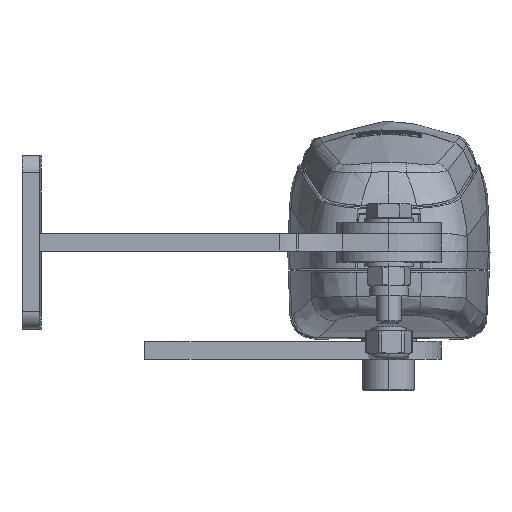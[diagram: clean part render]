
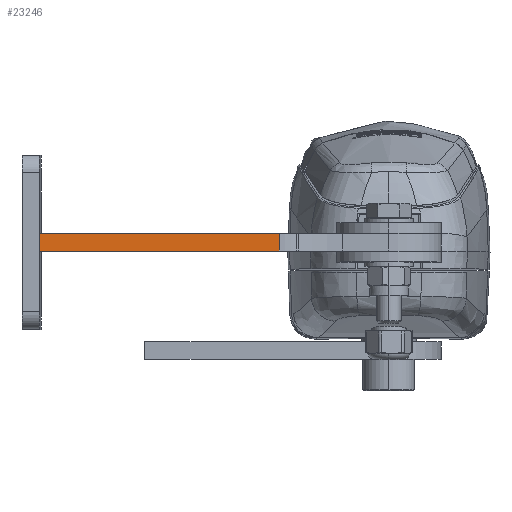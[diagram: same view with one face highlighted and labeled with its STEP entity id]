
A CAD part, top view. The second image highlights one B-rep face of the part: STEP entity #23246.
In plain terms, the highlighted planar face has unit normal (-0.007, 0, 1).
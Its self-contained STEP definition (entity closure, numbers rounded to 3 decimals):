
#4084 = CARTESIAN_POINT ( 'NONE',  ( -200.267, 5., 368.643 ) ) ;
#4659 = DIRECTION ( 'NONE',  ( 1., 0., 0.007 ) ) ;
#8127 = LINE ( 'NONE', #50559, #53033 ) ;
#11413 = VERTEX_POINT ( 'NONE', #12686 ) ;
#11513 = FACE_OUTER_BOUND ( 'NONE', #52140, .T. ) ;
#12686 = CARTESIAN_POINT ( 'NONE',  ( -200.267, -5., 368.643 ) ) ;
#14072 = ORIENTED_EDGE ( 'NONE', *, *, #53910, .F. ) ;
#14423 = CARTESIAN_POINT ( 'NONE',  ( -62.949, 5., 369.574 ) ) ;
#14966 = VERTEX_POINT ( 'NONE', #14423 ) ;
#17865 = VERTEX_POINT ( 'NONE', #26497 ) ;
#21964 = CARTESIAN_POINT ( 'NONE',  ( -57.59, -5., 369.61 ) ) ;
#22241 = AXIS2_PLACEMENT_3D ( 'NONE', #21964, #30740, #4659 ) ;
#22779 = EDGE_CURVE ( 'NONE', #54446, #11413, #8127, .T. ) ;
#23246 = ADVANCED_FACE ( 'NONE', ( #11513 ), #26371, .T. ) ;
#24085 = VECTOR ( 'NONE', #24675, 1000. ) ;
#24675 = DIRECTION ( 'NONE',  ( 1., 0., 0.007 ) ) ;
#26371 = PLANE ( 'NONE',  #22241 ) ;
#26497 = CARTESIAN_POINT ( 'NONE',  ( -62.949, -5., 369.574 ) ) ;
#28135 = LINE ( 'NONE', #47550, #29522 ) ;
#29522 = VECTOR ( 'NONE', #43183, 1000. ) ;
#30740 = DIRECTION ( 'NONE',  ( -0.007, 0., 1. ) ) ;
#32104 = EDGE_CURVE ( 'NONE', #54446, #14966, #38989, .T. ) ;
#38989 = LINE ( 'NONE', #48054, #49166 ) ;
#41440 = ORIENTED_EDGE ( 'NONE', *, *, #32104, .F. ) ;
#43183 = DIRECTION ( 'NONE',  ( 0., -1., 0. ) ) ;
#43281 = ORIENTED_EDGE ( 'NONE', *, *, #52849, .T. ) ;
#45945 = CARTESIAN_POINT ( 'NONE',  ( -57.59, -5., 369.61 ) ) ;
#46377 = DIRECTION ( 'NONE',  ( 0., -1., 0. ) ) ;
#47200 = LINE ( 'NONE', #45945, #24085 ) ;
#47550 = CARTESIAN_POINT ( 'NONE',  ( -62.949, -5., 369.574 ) ) ;
#48054 = CARTESIAN_POINT ( 'NONE',  ( -200.267, 5., 368.643 ) ) ;
#48885 = ORIENTED_EDGE ( 'NONE', *, *, #22779, .T. ) ;
#49166 = VECTOR ( 'NONE', #52438, 1000. ) ;
#50559 = CARTESIAN_POINT ( 'NONE',  ( -200.267, -5., 368.643 ) ) ;
#52140 = EDGE_LOOP ( 'NONE', ( #14072, #41440, #48885, #43281 ) ) ;
#52438 = DIRECTION ( 'NONE',  ( 1., 0., 0.007 ) ) ;
#52849 = EDGE_CURVE ( 'NONE', #11413, #17865, #47200, .T. ) ;
#53033 = VECTOR ( 'NONE', #46377, 1000. ) ;
#53910 = EDGE_CURVE ( 'NONE', #14966, #17865, #28135, .T. ) ;
#54446 = VERTEX_POINT ( 'NONE', #4084 ) ;
